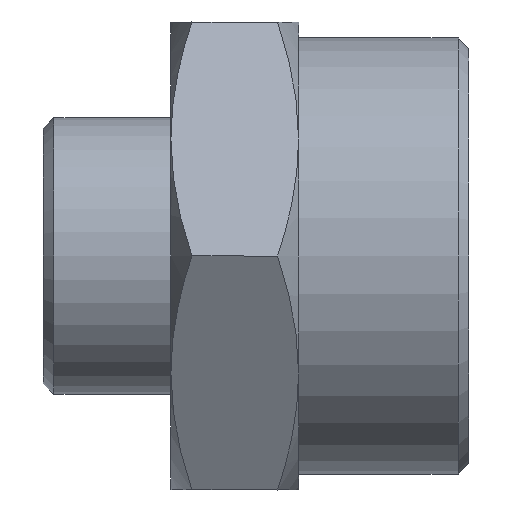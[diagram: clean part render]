
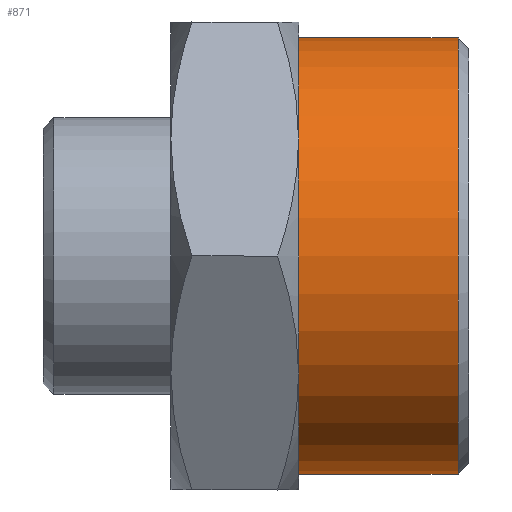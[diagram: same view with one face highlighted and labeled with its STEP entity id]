
A CAD part, left-side view. The second image highlights one B-rep face of the part: STEP entity #871.
In plain terms, the highlighted cylindrical face has radius 10.25 mm (diameter 20.5 mm), a full revolution.
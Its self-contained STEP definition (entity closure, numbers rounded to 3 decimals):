
#33 = CIRCLE ( 'NONE', #633, 10.25 ) ;
#44 = CIRCLE ( 'NONE', #640, 10.25 ) ;
#102 = ORIENTED_EDGE ( 'NONE', *, *, #724, .T. ) ;
#103 = ORIENTED_EDGE ( 'NONE', *, *, #731, .F. ) ;
#196 = EDGE_LOOP ( 'NONE', ( #102 ) ) ;
#359 = CARTESIAN_POINT ( 'NONE',  ( 0., 0.5, 0. ) ) ;
#360 = DIRECTION ( 'NONE',  ( 0., 1., 0. ) ) ;
#361 = DIRECTION ( 'NONE',  ( 0., 0., 1. ) ) ;
#383 = CARTESIAN_POINT ( 'NONE',  ( 0., 8., 0. ) ) ;
#384 = DIRECTION ( 'NONE',  ( 0., 1., 0. ) ) ;
#385 = DIRECTION ( 'NONE',  ( 0., 0., -1. ) ) ;
#460 = CARTESIAN_POINT ( 'NONE',  ( 0., 8., -10.25 ) ) ;
#461 = CARTESIAN_POINT ( 'NONE',  ( 0., 0.5, 10.25 ) ) ;
#478 = DIRECTION ( 'NONE',  ( 0., -1., 0. ) ) ;
#479 = CARTESIAN_POINT ( 'NONE',  ( 0., 8., 0. ) ) ;
#480 = DIRECTION ( 'NONE',  ( 0., 0., -1. ) ) ;
#568 = FACE_OUTER_BOUND ( 'NONE', #196, .T. ) ;
#574 = CYLINDRICAL_SURFACE ( 'NONE', #620, 10.25 ) ;
#580 = FACE_OUTER_BOUND ( 'NONE', #795, .T. ) ;
#620 = AXIS2_PLACEMENT_3D ( 'NONE', #479, #478, #480 ) ;
#633 = AXIS2_PLACEMENT_3D ( 'NONE', #359, #360, #361 ) ;
#640 = AXIS2_PLACEMENT_3D ( 'NONE', #383, #384, #385 ) ;
#724 = EDGE_CURVE ( 'NONE', #841, #841, #33, .T. ) ;
#731 = EDGE_CURVE ( 'NONE', #835, #835, #44, .T. ) ;
#795 = EDGE_LOOP ( 'NONE', ( #103 ) ) ;
#835 = VERTEX_POINT ( 'NONE', #460 ) ;
#841 = VERTEX_POINT ( 'NONE', #461 ) ;
#871 = ADVANCED_FACE ( 'NONE', ( #568, #580 ), #574, .T. ) ;
